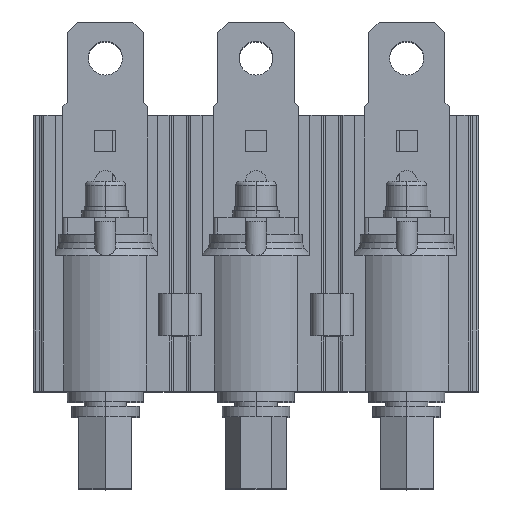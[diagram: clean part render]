
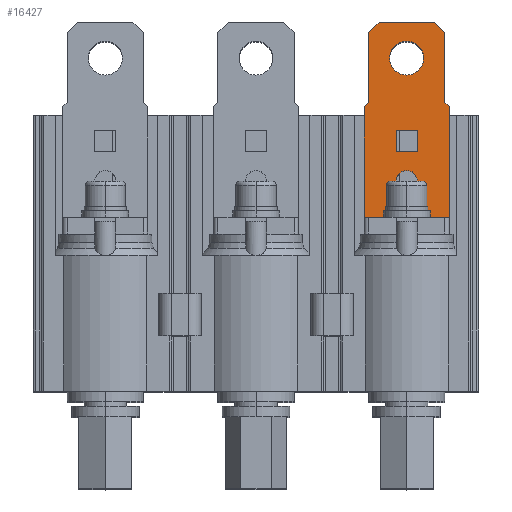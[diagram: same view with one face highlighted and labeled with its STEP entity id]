
A CAD part, top view. The second image highlights one B-rep face of the part: STEP entity #16427.
In plain terms, the highlighted planar face has unit normal (0, 0, 1).
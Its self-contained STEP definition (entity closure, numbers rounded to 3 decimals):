
#33 = LINE ( 'NONE', #39564, #31867 ) ;
#57 = CARTESIAN_POINT ( 'NONE',  ( 39.5, 78.5, 63.5 ) ) ;
#297 = EDGE_CURVE ( 'NONE', #2663, #28301, #39830, .T. ) ;
#743 = ORIENTED_EDGE ( 'NONE', *, *, #41960, .F. ) ;
#919 = DIRECTION ( 'NONE',  ( 1., 0., 0. ) ) ;
#1091 = VERTEX_POINT ( 'NONE', #14062 ) ;
#1131 = CARTESIAN_POINT ( 'NONE',  ( 45.5, 87., 63.5 ) ) ;
#1403 = CARTESIAN_POINT ( 'NONE',  ( 35.5, 49.5, 63.5 ) ) ;
#1573 = CARTESIAN_POINT ( 'NONE',  ( 38., 61.5, 63.5 ) ) ;
#1813 = VERTEX_POINT ( 'NONE', #5094 ) ;
#2254 = CARTESIAN_POINT ( 'NONE',  ( 29., 87., 63.5 ) ) ;
#2292 = DIRECTION ( 'NONE',  ( 0., 0., 1. ) ) ;
#2518 = ORIENTED_EDGE ( 'NONE', *, *, #32187, .F. ) ;
#2552 = LINE ( 'NONE', #31836, #15110 ) ;
#2663 = VERTEX_POINT ( 'NONE', #4776 ) ;
#2791 = DIRECTION ( 'NONE',  ( 0., 0., 1. ) ) ;
#3832 = LINE ( 'NONE', #10883, #36609 ) ;
#4040 = DIRECTION ( 'NONE',  ( 0., -1., 0. ) ) ;
#4317 = DIRECTION ( 'NONE',  ( 0.707, -0.707, 0. ) ) ;
#4728 = ORIENTED_EDGE ( 'NONE', *, *, #33944, .F. ) ;
#4776 = CARTESIAN_POINT ( 'NONE',  ( 25.5, 41., 63.5 ) ) ;
#5094 = CARTESIAN_POINT ( 'NONE',  ( 44.5, 68., 63.5 ) ) ;
#5297 = VERTEX_POINT ( 'NONE', #13198 ) ;
#5726 = CARTESIAN_POINT ( 'NONE',  ( 45.5, 67., 63.5 ) ) ;
#5814 = ORIENTED_EDGE ( 'NONE', *, *, #297, .T. ) ;
#6151 = LINE ( 'NONE', #13403, #27553 ) ;
#6733 = EDGE_CURVE ( 'NONE', #22225, #1813, #29391, .T. ) ;
#6849 = VECTOR ( 'NONE', #29356, 1000. ) ;
#6948 = DIRECTION ( 'NONE',  ( 0., -1., 0. ) ) ;
#7208 = EDGE_CURVE ( 'NONE', #22225, #1091, #6151, .T. ) ;
#8436 = FACE_OUTER_BOUND ( 'NONE', #21891, .T. ) ;
#8780 = EDGE_LOOP ( 'NONE', ( #32919, #17714 ) ) ;
#9552 = CARTESIAN_POINT ( 'NONE',  ( 38., 61.5, 63.5 ) ) ;
#9613 = CARTESIAN_POINT ( 'NONE',  ( 35.5, 78.5, 63.5 ) ) ;
#10093 = VERTEX_POINT ( 'NONE', #2254 ) ;
#10111 = CARTESIAN_POINT ( 'NONE',  ( 26.5, 87., 63.5 ) ) ;
#10202 = AXIS2_PLACEMENT_3D ( 'NONE', #18519, #2292, #35410 ) ;
#10210 = EDGE_CURVE ( 'NONE', #36515, #2663, #33, .T. ) ;
#10289 = DIRECTION ( 'NONE',  ( 0., -1., 0. ) ) ;
#10331 = LINE ( 'NONE', #10111, #6849 ) ;
#10379 = EDGE_CURVE ( 'NONE', #1813, #40696, #33602, .T. ) ;
#10883 = CARTESIAN_POINT ( 'NONE',  ( 45.5, 87., 63.5 ) ) ;
#11496 = DIRECTION ( 'NONE',  ( -0.707, -0.707, 0. ) ) ;
#11832 = DIRECTION ( 'NONE',  ( 0., 1., 0. ) ) ;
#11914 = CARTESIAN_POINT ( 'NONE',  ( 38., 56.5, 63.5 ) ) ;
#12192 = EDGE_CURVE ( 'NONE', #35954, #27567, #12817, .T. ) ;
#12260 = ORIENTED_EDGE ( 'NONE', *, *, #37886, .F. ) ;
#12376 = VECTOR ( 'NONE', #919, 1000. ) ;
#12708 = ORIENTED_EDGE ( 'NONE', *, *, #7208, .T. ) ;
#12817 = CIRCLE ( 'NONE', #29979, 2.5 ) ;
#12931 = DIRECTION ( 'NONE',  ( 0., 0., 1. ) ) ;
#13198 = CARTESIAN_POINT ( 'NONE',  ( 33., 56.5, 63.5 ) ) ;
#13403 = CARTESIAN_POINT ( 'NONE',  ( 44.5, 84.5, 63.5 ) ) ;
#13662 = EDGE_CURVE ( 'NONE', #10093, #33017, #21104, .T. ) ;
#13847 = EDGE_CURVE ( 'NONE', #27567, #35954, #21809, .T. ) ;
#14062 = CARTESIAN_POINT ( 'NONE',  ( 42., 87., 63.5 ) ) ;
#14323 = DIRECTION ( 'NONE',  ( 1., 0., 0. ) ) ;
#14343 = EDGE_LOOP ( 'NONE', ( #25831, #21033 ) ) ;
#14573 = CARTESIAN_POINT ( 'NONE',  ( 45.5, 41., 63.5 ) ) ;
#15056 = DIRECTION ( 'NONE',  ( 0., 0., 1. ) ) ;
#15110 = VECTOR ( 'NONE', #32040, 1000. ) ;
#15866 = VERTEX_POINT ( 'NONE', #31415 ) ;
#16099 = LINE ( 'NONE', #25701, #29244 ) ;
#16143 = DIRECTION ( 'NONE',  ( -1., 0., 0. ) ) ;
#16427 = ADVANCED_FACE ( 'NONE', ( #37926, #24674, #17837, #8436 ), #34323, .F. ) ;
#16486 = AXIS2_PLACEMENT_3D ( 'NONE', #25127, #12931, #16143 ) ;
#16801 = CARTESIAN_POINT ( 'NONE',  ( 33., 61.5, 63.5 ) ) ;
#16878 = CARTESIAN_POINT ( 'NONE',  ( 38., 56.5, 63.5 ) ) ;
#17305 = CIRCLE ( 'NONE', #39848, 4. ) ;
#17714 = ORIENTED_EDGE ( 'NONE', *, *, #13847, .F. ) ;
#17837 = FACE_BOUND ( 'NONE', #14343, .T. ) ;
#17848 = VECTOR ( 'NONE', #11832, 1000. ) ;
#17912 = ORIENTED_EDGE ( 'NONE', *, *, #25356, .F. ) ;
#18519 = CARTESIAN_POINT ( 'NONE',  ( 35.5, 49.5, 63.5 ) ) ;
#19384 = VERTEX_POINT ( 'NONE', #39175 ) ;
#20231 = DIRECTION ( 'NONE',  ( 0., -1., 0. ) ) ;
#21033 = ORIENTED_EDGE ( 'NONE', *, *, #34878, .F. ) ;
#21104 = LINE ( 'NONE', #40776, #41600 ) ;
#21264 = EDGE_CURVE ( 'NONE', #24788, #33697, #34693, .T. ) ;
#21287 = VECTOR ( 'NONE', #14323, 1000. ) ;
#21740 = ORIENTED_EDGE ( 'NONE', *, *, #10379, .F. ) ;
#21809 = CIRCLE ( 'NONE', #10202, 2.5 ) ;
#21891 = EDGE_LOOP ( 'NONE', ( #24243, #12708, #17912, #26385, #4728, #12260, #29573, #5814, #2518, #21740 ) ) ;
#22225 = VERTEX_POINT ( 'NONE', #42193 ) ;
#22372 = DIRECTION ( 'NONE',  ( -0.707, 0.707, 0. ) ) ;
#23072 = CARTESIAN_POINT ( 'NONE',  ( 38., 49.5, 63.5 ) ) ;
#24053 = CARTESIAN_POINT ( 'NONE',  ( 45.5, 87., 63.5 ) ) ;
#24173 = VERTEX_POINT ( 'NONE', #57 ) ;
#24243 = ORIENTED_EDGE ( 'NONE', *, *, #6733, .F. ) ;
#24674 = FACE_BOUND ( 'NONE', #8780, .T. ) ;
#24788 = VERTEX_POINT ( 'NONE', #11914 ) ;
#25127 = CARTESIAN_POINT ( 'NONE',  ( 35.5, 78.5, 63.5 ) ) ;
#25356 = EDGE_CURVE ( 'NONE', #10093, #1091, #27419, .T. ) ;
#25701 = CARTESIAN_POINT ( 'NONE',  ( 26.5, 68., 63.5 ) ) ;
#25831 = ORIENTED_EDGE ( 'NONE', *, *, #28445, .F. ) ;
#26385 = ORIENTED_EDGE ( 'NONE', *, *, #13662, .T. ) ;
#26974 = CARTESIAN_POINT ( 'NONE',  ( 26.5, 84.5, 63.5 ) ) ;
#27419 = LINE ( 'NONE', #1131, #12376 ) ;
#27553 = VECTOR ( 'NONE', #22372, 1000. ) ;
#27567 = VERTEX_POINT ( 'NONE', #41170 ) ;
#28175 = AXIS2_PLACEMENT_3D ( 'NONE', #24053, #41136, #37303 ) ;
#28301 = VERTEX_POINT ( 'NONE', #14573 ) ;
#28445 = EDGE_CURVE ( 'NONE', #24173, #36469, #17305, .T. ) ;
#29244 = VECTOR ( 'NONE', #32767, 1000. ) ;
#29356 = DIRECTION ( 'NONE',  ( 0., 1., 0. ) ) ;
#29391 = LINE ( 'NONE', #35389, #37831 ) ;
#29573 = ORIENTED_EDGE ( 'NONE', *, *, #10210, .T. ) ;
#29979 = AXIS2_PLACEMENT_3D ( 'NONE', #1403, #15056, #40516 ) ;
#30032 = CARTESIAN_POINT ( 'NONE',  ( 31.5, 78.5, 63.5 ) ) ;
#31415 = CARTESIAN_POINT ( 'NONE',  ( 26.5, 68., 63.5 ) ) ;
#31517 = CIRCLE ( 'NONE', #16486, 4. ) ;
#31836 = CARTESIAN_POINT ( 'NONE',  ( 38., 61.5, 63.5 ) ) ;
#31867 = VECTOR ( 'NONE', #10289, 1000. ) ;
#32040 = DIRECTION ( 'NONE',  ( -1., 0., 0. ) ) ;
#32187 = EDGE_CURVE ( 'NONE', #40696, #28301, #3832, .T. ) ;
#32767 = DIRECTION ( 'NONE',  ( 0.707, 0.707, 0. ) ) ;
#32919 = ORIENTED_EDGE ( 'NONE', *, *, #12192, .F. ) ;
#33017 = VERTEX_POINT ( 'NONE', #26974 ) ;
#33068 = LINE ( 'NONE', #16801, #42124 ) ;
#33213 = DIRECTION ( 'NONE',  ( 1., 0., 0. ) ) ;
#33507 = EDGE_LOOP ( 'NONE', ( #40739, #41148, #38925, #743 ) ) ;
#33602 = LINE ( 'NONE', #34241, #37367 ) ;
#33697 = VERTEX_POINT ( 'NONE', #9552 ) ;
#33944 = EDGE_CURVE ( 'NONE', #15866, #33017, #10331, .T. ) ;
#34058 = CARTESIAN_POINT ( 'NONE',  ( 45.5, 41., 63.5 ) ) ;
#34241 = CARTESIAN_POINT ( 'NONE',  ( 44.5, 68., 63.5 ) ) ;
#34323 = PLANE ( 'NONE',  #28175 ) ;
#34693 = LINE ( 'NONE', #1573, #17848 ) ;
#34878 = EDGE_CURVE ( 'NONE', #36469, #24173, #31517, .T. ) ;
#35389 = CARTESIAN_POINT ( 'NONE',  ( 44.5, 87., 63.5 ) ) ;
#35410 = DIRECTION ( 'NONE',  ( -1., 0., 0. ) ) ;
#35448 = EDGE_CURVE ( 'NONE', #5297, #24788, #39542, .T. ) ;
#35954 = VERTEX_POINT ( 'NONE', #23072 ) ;
#36469 = VERTEX_POINT ( 'NONE', #30032 ) ;
#36515 = VERTEX_POINT ( 'NONE', #41752 ) ;
#36609 = VECTOR ( 'NONE', #4040, 1000. ) ;
#37303 = DIRECTION ( 'NONE',  ( -1., 0., 0. ) ) ;
#37367 = VECTOR ( 'NONE', #4317, 1000. ) ;
#37831 = VECTOR ( 'NONE', #6948, 1000. ) ;
#37886 = EDGE_CURVE ( 'NONE', #36515, #15866, #16099, .T. ) ;
#37926 = FACE_BOUND ( 'NONE', #33507, .T. ) ;
#38680 = DIRECTION ( 'NONE',  ( -1., 0., 0. ) ) ;
#38925 = ORIENTED_EDGE ( 'NONE', *, *, #35448, .F. ) ;
#39175 = CARTESIAN_POINT ( 'NONE',  ( 33., 61.5, 63.5 ) ) ;
#39542 = LINE ( 'NONE', #16878, #21287 ) ;
#39564 = CARTESIAN_POINT ( 'NONE',  ( 25.5, 87., 63.5 ) ) ;
#39793 = EDGE_CURVE ( 'NONE', #33697, #19384, #2552, .T. ) ;
#39830 = LINE ( 'NONE', #34058, #41990 ) ;
#39848 = AXIS2_PLACEMENT_3D ( 'NONE', #9613, #2791, #38680 ) ;
#40516 = DIRECTION ( 'NONE',  ( -1., 0., 0. ) ) ;
#40696 = VERTEX_POINT ( 'NONE', #5726 ) ;
#40739 = ORIENTED_EDGE ( 'NONE', *, *, #39793, .F. ) ;
#40776 = CARTESIAN_POINT ( 'NONE',  ( 29., 87., 63.5 ) ) ;
#41136 = DIRECTION ( 'NONE',  ( 0., 0., -1. ) ) ;
#41148 = ORIENTED_EDGE ( 'NONE', *, *, #21264, .F. ) ;
#41170 = CARTESIAN_POINT ( 'NONE',  ( 33., 49.5, 63.5 ) ) ;
#41600 = VECTOR ( 'NONE', #11496, 1000. ) ;
#41752 = CARTESIAN_POINT ( 'NONE',  ( 25.5, 67., 63.5 ) ) ;
#41960 = EDGE_CURVE ( 'NONE', #19384, #5297, #33068, .T. ) ;
#41990 = VECTOR ( 'NONE', #33213, 1000. ) ;
#42124 = VECTOR ( 'NONE', #20231, 1000. ) ;
#42193 = CARTESIAN_POINT ( 'NONE',  ( 44.5, 84.5, 63.5 ) ) ;
